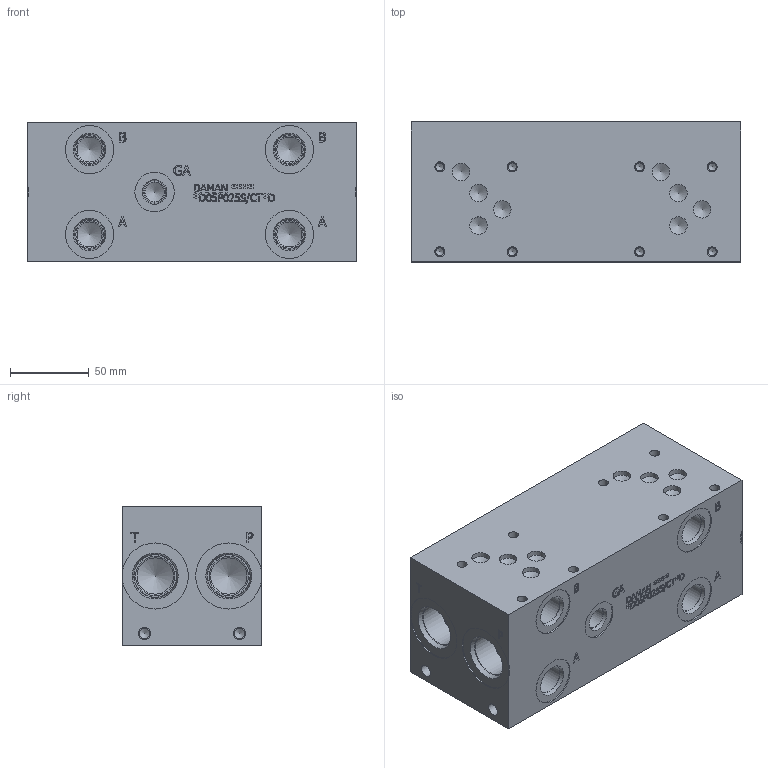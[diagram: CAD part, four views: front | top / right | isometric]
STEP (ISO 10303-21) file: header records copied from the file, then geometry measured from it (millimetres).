
FILE_DESCRIPTION(/* description */ (''),/* implementation_level */ '2;1');
FILE_NAME(/* name */ '_D05P025S_CT_D.stp',/* time_stamp */ '2021-07-01T13:55:18-04:00',/* author */ ('anthonyv'),/* organization */ (''),/* preprocessor_version */ 'ST-DEVELOPER v18.1',/* originating_system */ 'Autodesk Inventor 2021',/* authorisation */ '');
FILE_SCHEMA (('AUTOMOTIVE_DESIGN { 1 0 10303 214 3 1 1 }'));
Length unit declared in the file: millimetre
Products named in the file (1): Part_AD05P025S~C~~D_3D
Bounding box: 209.55 x 88.9 x 88.9 mm (x, y, z)
Volume: 1517076.5 mm3; surface area: 117317.7 mm2
Topology: 1 solids, 1 shells, 739 faces, 2023 edges, 1370 vertices
Faces by surface type: plane 401, bspline 183, cylinder 89, cone 66
Full cylindrical faces by diameter (mm): 5.105 x8, 6.35 x8, 6.528 x4, 7.925 x4, 11.125 x8, 12.294 x1, 12.9 x1, 14.275 x1, 14.29 x2, 14.529 x1, 15.875 x4, 15.9 x2, 17.501 x4, 19.05 x4, 19.253 x4, 20.62 x2, 22.23 x2, 22.54 x2, 23.012 x4, 24.917 x4, 25.019 x1, 26.99 x1, 27 x3, 27.432 x4, 30.16 x2, 30.632 x4, 42.037 x4
Entity records: 24846 total; most frequent: CARTESIAN_POINT 6481, ORIENTED_EDGE 3984, DIRECTION 3083, EDGE_CURVE 1992, VERTEX_POINT 1370, LINE 1283, VECTOR 1283, AXIS2_PLACEMENT_3D 900
